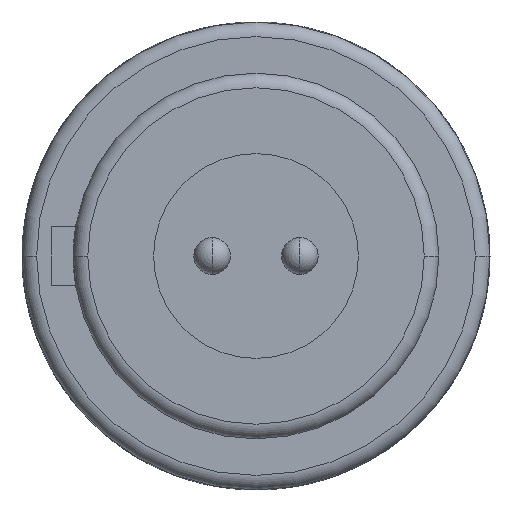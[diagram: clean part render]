
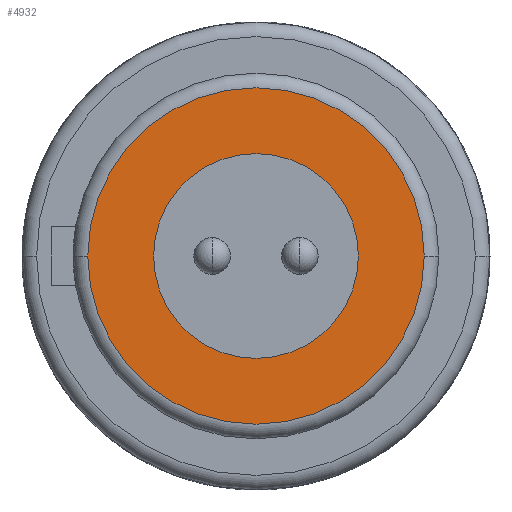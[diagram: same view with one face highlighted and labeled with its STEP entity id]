
A CAD part, left-side view. The second image highlights one B-rep face of the part: STEP entity #4932.
In plain terms, the highlighted planar face has unit normal (-1, 0, 0).
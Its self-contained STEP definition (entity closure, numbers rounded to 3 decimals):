
#2290=CARTESIAN_POINT('',(-9.8,0.,0.));
#2291=DIRECTION('',(-1.,0.,0.));
#2292=DIRECTION('',(0.,1.,0.));
#2293=AXIS2_PLACEMENT_3D('',#2290,#2291,#2292);
#2390=CARTESIAN_POINT('',(-9.8,0.,0.));
#2391=DIRECTION('',(1.,0.,0.));
#2392=DIRECTION('',(0.,1.,0.));
#2393=AXIS2_PLACEMENT_3D('',#2390,#2391,#2392);
#2471=CARTESIAN_POINT('',(-9.8,0.,0.));
#2472=DIRECTION('',(-1.,0.,0.));
#2473=DIRECTION('',(0.,-1.,0.));
#2474=AXIS2_PLACEMENT_3D('',#2471,#2472,#2473);
#2476=CARTESIAN_POINT('',(-9.8,0.,0.));
#2477=DIRECTION('',(-1.,0.,0.));
#2478=DIRECTION('',(0.,1.,0.));
#2479=AXIS2_PLACEMENT_3D('',#2476,#2477,#2478);
#3016=CARTESIAN_POINT('',(-9.8,1.4,0.));
#3017=CARTESIAN_POINT('',(-9.8,-1.4,0.));
#3018=VERTEX_POINT('',#3016);
#3019=VERTEX_POINT('',#3017);
#3028=CARTESIAN_POINT('',(-9.8,-2.3,0.));
#3029=CARTESIAN_POINT('',(-9.8,2.3,0.));
#3030=VERTEX_POINT('',#3028);
#3031=VERTEX_POINT('',#3029);
#4917=CARTESIAN_POINT('',(-9.8,0.,0.));
#4918=DIRECTION('',(1.,0.,0.));
#4919=DIRECTION('',(0.,-1.,0.));
#4920=AXIS2_PLACEMENT_3D('',#4917,#4918,#4919);
#4921=PLANE('',#4920);
#4923=ORIENTED_EDGE('',*,*,#4922,.F.);
#4925=ORIENTED_EDGE('',*,*,#4924,.F.);
#4926=EDGE_LOOP('',(#4923,#4925));
#4927=FACE_OUTER_BOUND('',#4926,.F.);
#4928=ORIENTED_EDGE('',*,*,#4785,.F.);
#4929=ORIENTED_EDGE('',*,*,#4693,.T.);
#4930=EDGE_LOOP('',(#4928,#4929));
#4931=FACE_BOUND('',#4930,.F.);
#4932=ADVANCED_FACE('',(#4927,#4931),#4921,.F.);
#2294=CIRCLE('',#2293,1.4);
#2394=CIRCLE('',#2393,1.4);
#2475=CIRCLE('',#2474,2.3);
#2480=CIRCLE('',#2479,2.3);
#4693=EDGE_CURVE('',#3018,#3019,#2294,.T.);
#4785=EDGE_CURVE('',#3018,#3019,#2394,.T.);
#4922=EDGE_CURVE('',#3030,#3031,#2475,.T.);
#4924=EDGE_CURVE('',#3031,#3030,#2480,.T.);
